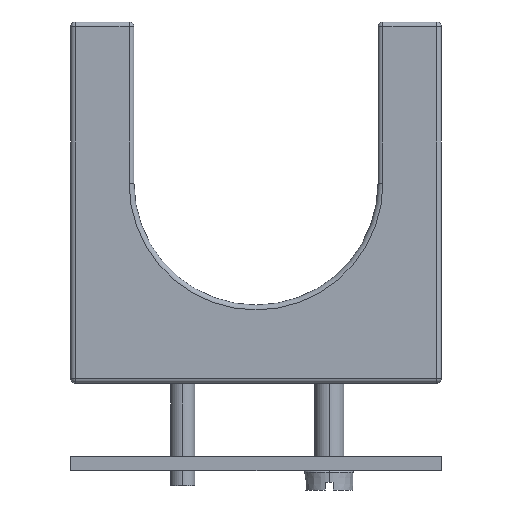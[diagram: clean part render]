
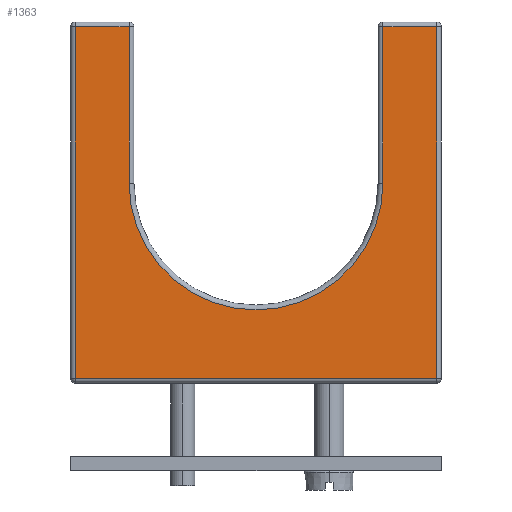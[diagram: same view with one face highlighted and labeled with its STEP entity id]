
A CAD part, front view. The second image highlights one B-rep face of the part: STEP entity #1363.
In plain terms, the highlighted planar face has unit normal (0, -1, 0).
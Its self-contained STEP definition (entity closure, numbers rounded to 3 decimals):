
#69=DIRECTION('',(0.,0.,-1.));
#70=VECTOR('',#69,72.);
#71=CARTESIAN_POINT('',(1.,0.,-1.));
#72=LINE('',#71,#70);
#77=DIRECTION('',(-1.,0.,0.));
#78=VECTOR('',#77,11.);
#79=CARTESIAN_POINT('',(12.,0.,-1.));
#80=LINE('',#79,#78);
#84=DIRECTION('',(0.,0.,1.));
#85=VECTOR('',#84,32.);
#86=CARTESIAN_POINT('',(12.,0.,-33.));
#87=LINE('',#86,#85);
#91=CARTESIAN_POINT('',(38.,0.,-33.));
#92=DIRECTION('',(0.,1.,0.));
#93=DIRECTION('',(1.,0.,0.));
#94=AXIS2_PLACEMENT_3D('',#91,#92,#93);
#99=DIRECTION('',(0.,0.,-1.));
#100=VECTOR('',#99,32.);
#101=CARTESIAN_POINT('',(64.,0.,-1.));
#102=LINE('',#101,#100);
#106=DIRECTION('',(-1.,0.,0.));
#107=VECTOR('',#106,11.);
#108=CARTESIAN_POINT('',(75.,0.,-1.));
#109=LINE('',#108,#107);
#113=DIRECTION('',(0.,0.,1.));
#114=VECTOR('',#113,72.);
#115=CARTESIAN_POINT('',(75.,0.,-73.));
#116=LINE('',#115,#114);
#120=DIRECTION('',(1.,0.,0.));
#121=VECTOR('',#120,74.);
#122=CARTESIAN_POINT('',(1.,0.,-73.));
#123=LINE('',#122,#121);
#1208=CARTESIAN_POINT('',(1.,0.,-1.));
#1209=CARTESIAN_POINT('',(1.,0.,-73.));
#1210=VERTEX_POINT('',#1208);
#1211=VERTEX_POINT('',#1209);
#1226=CARTESIAN_POINT('',(12.,0.,-1.));
#1227=VERTEX_POINT('',#1226);
#1228=CARTESIAN_POINT('',(64.,0.,-1.));
#1229=CARTESIAN_POINT('',(64.,0.,-33.));
#1230=VERTEX_POINT('',#1228);
#1231=VERTEX_POINT('',#1229);
#1236=CARTESIAN_POINT('',(12.,0.,-33.));
#1237=VERTEX_POINT('',#1236);
#1292=CARTESIAN_POINT('',(75.,0.,-1.));
#1293=VERTEX_POINT('',#1292);
#1296=CARTESIAN_POINT('',(75.,0.,-73.));
#1297=VERTEX_POINT('',#1296);
#1340=CARTESIAN_POINT('',(0.,0.,0.));
#1341=DIRECTION('',(0.,1.,0.));
#1342=DIRECTION('',(1.,0.,0.));
#1343=AXIS2_PLACEMENT_3D('',#1340,#1341,#1342);
#1344=PLANE('',#1343);
#1346=ORIENTED_EDGE('',*,*,#1345,.F.);
#1348=ORIENTED_EDGE('',*,*,#1347,.F.);
#1350=ORIENTED_EDGE('',*,*,#1349,.F.);
#1352=ORIENTED_EDGE('',*,*,#1351,.F.);
#1354=ORIENTED_EDGE('',*,*,#1353,.F.);
#1356=ORIENTED_EDGE('',*,*,#1355,.F.);
#1358=ORIENTED_EDGE('',*,*,#1357,.F.);
#1360=ORIENTED_EDGE('',*,*,#1359,.F.);
#1361=EDGE_LOOP('',(#1346,#1348,#1350,#1352,#1354,#1356,#1358,#1360));
#1362=FACE_OUTER_BOUND('',#1361,.F.);
#1363=ADVANCED_FACE('',(#1362),#1344,.F.);
#95=CIRCLE('',#94,26.);
#1345=EDGE_CURVE('',#1210,#1211,#72,.T.);
#1347=EDGE_CURVE('',#1227,#1210,#80,.T.);
#1349=EDGE_CURVE('',#1237,#1227,#87,.T.);
#1351=EDGE_CURVE('',#1231,#1237,#95,.T.);
#1353=EDGE_CURVE('',#1230,#1231,#102,.T.);
#1355=EDGE_CURVE('',#1293,#1230,#109,.T.);
#1357=EDGE_CURVE('',#1297,#1293,#116,.T.);
#1359=EDGE_CURVE('',#1211,#1297,#123,.T.);
